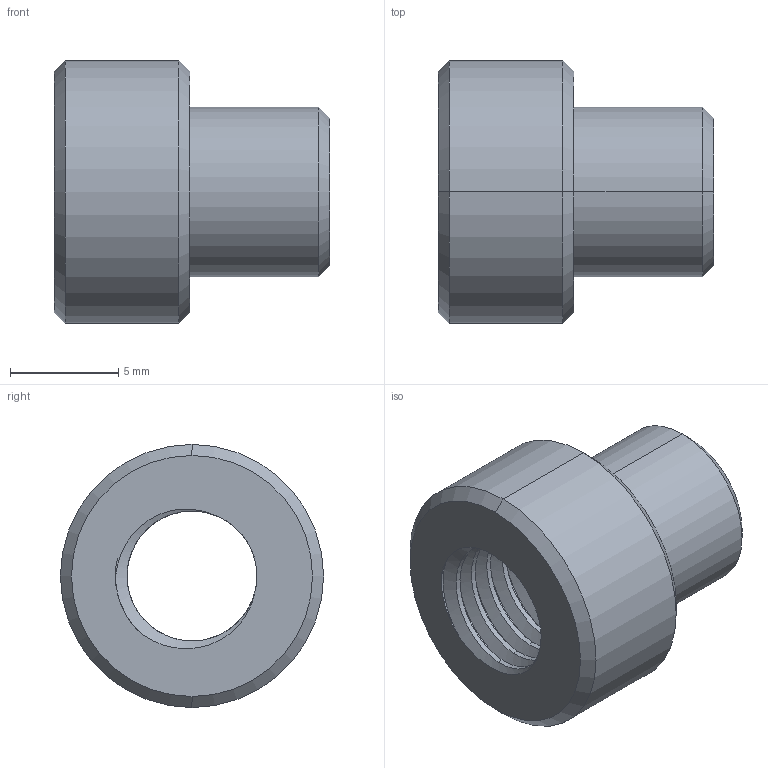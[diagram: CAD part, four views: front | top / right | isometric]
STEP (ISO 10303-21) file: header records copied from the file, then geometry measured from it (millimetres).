
FILE_DESCRIPTION (( 'STEP AP203' ), '1' );
FILE_NAME ('MS1033_MS2033.STEP', '2025-04-16T15:42:25', ( '' ), ( '' ), 'SwSTEP 2.0', 'SolidWorks 2023', '' );
FILE_SCHEMA (( 'CONFIG_CONTROL_DESIGN' ));
Length unit declared in the file: inch
Products named in the file (1): MS1033_MS2033
Bounding box: 12.7 x 12.14 x 12.14 mm (x, y, z)
Volume: 603.3 mm3; surface area: 947.9 mm2
Topology: 1 solids, 1 shells, 45 faces, 117 edges, 75 vertices
Faces by surface type: cylinder 30, cone 8, plane 4, bspline 3
Entity records: 3862 total; most frequent: CARTESIAN_POINT 2844, ORIENTED_EDGE 234, DIRECTION 161, EDGE_CURVE 117, VERTEX_POINT 75, AXIS2_PLACEMENT_3D 61, EDGE_LOOP 48, FACE_OUTER_BOUND 45
